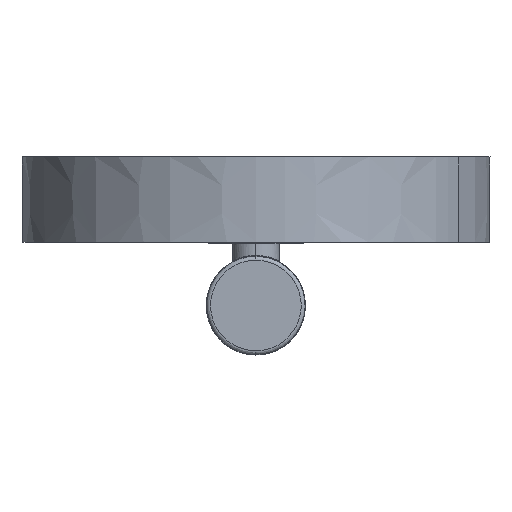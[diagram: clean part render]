
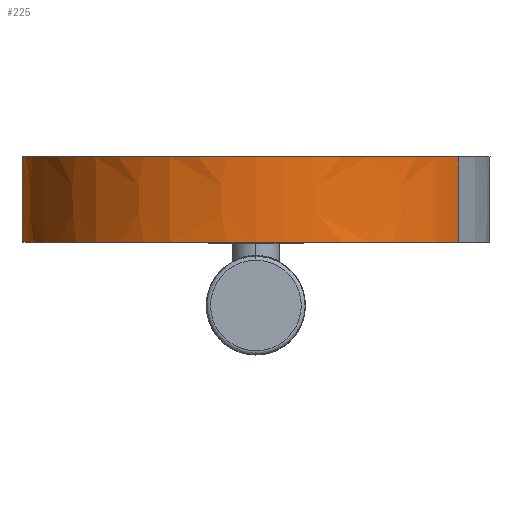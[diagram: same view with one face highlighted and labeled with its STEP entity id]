
A CAD part, left-side view. The second image highlights one B-rep face of the part: STEP entity #225.
In plain terms, the highlighted free-form (B-spline) face has degree [3, 3] with [4, 12] control points.
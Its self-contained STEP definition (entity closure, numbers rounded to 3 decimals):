
#32=B_SPLINE_SURFACE_WITH_KNOTS($,3,3,((#5740,#5741,#5742,#5743,#5744,#5745,
#5746,#5747,#5748,#5749,#5750,#5751),(#5752,#5753,#5754,#5755,#5756,#5757,
#5758,#5759,#5760,#5761,#5762,#5763),(#5764,#5765,#5766,#5767,#5768,#5769,
#5770,#5771,#5772,#5773,#5774,#5775),(#5776,#5777,#5778,#5779,#5780,#5781,
#5782,#5783,#5784,#5785,#5786,#5787)),.UNSPECIFIED.,.F.,.F.,.F.,(4,4),(4,
1,1,1,1,1,1,1,1,4),(0.,43.002),(0.,22.226,44.453,
92.617,140.782,185.235,229.687,277.852,
326.017,370.469),.UNSPECIFIED.);
#225=ADVANCED_FACE($,(#335),#32,.T.);
#335=FACE_OUTER_BOUND($,#452,.T.);
#452=EDGE_LOOP($,(#1074,#1075,#1076,#1077));
#1074=ORIENTED_EDGE($,*,*,#1477,.T.);
#1075=ORIENTED_EDGE($,*,*,#1476,.F.);
#1076=ORIENTED_EDGE($,*,*,#1478,.T.);
#1077=ORIENTED_EDGE($,*,*,#1479,.T.);
#1476=EDGE_CURVE($,#1774,#1773,#2051,.T.);
#1477=EDGE_CURVE($,#1775,#1773,#2052,.T.);
#1478=EDGE_CURVE($,#1774,#1776,#2053,.T.);
#1479=EDGE_CURVE($,#1776,#1775,#2054,.T.);
#1773=VERTEX_POINT($,#5837);
#1774=VERTEX_POINT($,#5838);
#1775=VERTEX_POINT($,#5839);
#1776=VERTEX_POINT($,#5840);
#2051=B_SPLINE_CURVE_WITH_KNOTS($,3,(#5695,#5696,#5697,#5698,#5699,#5700,
#5701,#5702,#5703,#5704,#5705,#5706),.UNSPECIFIED.,.F.,.F.,(4,1,1,1,1,1,
1,1,1,4),(-370.469,-326.017,-277.852,-229.687,
-185.235,-140.782,-92.617,-44.453,-22.226,
0.),.UNSPECIFIED.);
#2052=B_SPLINE_CURVE_WITH_KNOTS($,3,(#5707,#5708,#5709,#5710),.UNSPECIFIED.,
.F.,.F.,(4,4),(0.,43.002),.UNSPECIFIED.);
#2053=B_SPLINE_CURVE_WITH_KNOTS($,3,(#5711,#5712,#5713,#5714),.UNSPECIFIED.,
.F.,.F.,(4,4),(-43.002,0.),.UNSPECIFIED.);
#2054=B_SPLINE_CURVE_WITH_KNOTS($,3,(#5715,#5716,#5717,#5718,#5719,#5720,
#5721,#5722,#5723,#5724,#5725,#5726),.UNSPECIFIED.,.F.,.F.,(4,1,1,1,1,1,
1,1,1,4),(-370.469,-326.017,-277.852,-229.687,
-185.235,-140.782,-92.617,-44.453,-22.226,
0.),.UNSPECIFIED.);
#5695=CARTESIAN_POINT($,(-1519.853,102.478,80.75));
#5696=CARTESIAN_POINT($,(-1532.725,109.91,80.75));
#5697=CARTESIAN_POINT($,(-1562.497,120.281,80.75));
#5698=CARTESIAN_POINT($,(-1610.485,117.519,80.75));
#5699=CARTESIAN_POINT($,(-1653.425,95.916,80.75));
#5700=CARTESIAN_POINT($,(-1683.907,60.594,80.75));
#5701=CARTESIAN_POINT($,(-1699.257,16.533,80.75));
#5702=CARTESIAN_POINT($,(-1696.492,-31.456,80.75));
#5703=CARTESIAN_POINT($,(-1678.307,-67.615,80.75));
#5704=CARTESIAN_POINT($,(-1656.757,-90.056,80.75));
#5705=CARTESIAN_POINT($,(-1644.589,-98.708,80.75));
#5706=CARTESIAN_POINT($,(-1638.153,-102.424,80.75));
#5707=CARTESIAN_POINT($,(-1637.965,-102.099,37.75));
#5708=CARTESIAN_POINT($,(-1638.027,-102.207,52.083));
#5709=CARTESIAN_POINT($,(-1638.09,-102.315,66.417));
#5710=CARTESIAN_POINT($,(-1638.153,-102.424,80.75));
#5711=CARTESIAN_POINT($,(-1519.853,102.478,80.75));
#5712=CARTESIAN_POINT($,(-1519.915,102.369,66.417));
#5713=CARTESIAN_POINT($,(-1519.978,102.261,52.083));
#5714=CARTESIAN_POINT($,(-1520.04,102.153,37.75));
#5715=CARTESIAN_POINT($,(-1520.04,102.153,37.75));
#5716=CARTESIAN_POINT($,(-1532.872,109.561,37.75));
#5717=CARTESIAN_POINT($,(-1562.549,119.9,37.75));
#5718=CARTESIAN_POINT($,(-1610.385,117.146,37.75));
#5719=CARTESIAN_POINT($,(-1653.189,95.612,37.75));
#5720=CARTESIAN_POINT($,(-1683.574,60.402,37.75));
#5721=CARTESIAN_POINT($,(-1698.876,16.481,37.75));
#5722=CARTESIAN_POINT($,(-1696.12,-31.356,37.75));
#5723=CARTESIAN_POINT($,(-1677.992,-67.401,37.75));
#5724=CARTESIAN_POINT($,(-1656.511,-89.771,37.75));
#5725=CARTESIAN_POINT($,(-1644.381,-98.395,37.75));
#5726=CARTESIAN_POINT($,(-1637.965,-102.099,37.75));
#5740=CARTESIAN_POINT($,(-1637.965,-102.099,37.75));
#5741=CARTESIAN_POINT($,(-1644.381,-98.395,37.75));
#5742=CARTESIAN_POINT($,(-1656.511,-89.771,37.75));
#5743=CARTESIAN_POINT($,(-1677.992,-67.401,37.75));
#5744=CARTESIAN_POINT($,(-1696.12,-31.356,37.75));
#5745=CARTESIAN_POINT($,(-1698.876,16.481,37.75));
#5746=CARTESIAN_POINT($,(-1683.574,60.402,37.75));
#5747=CARTESIAN_POINT($,(-1653.189,95.612,37.75));
#5748=CARTESIAN_POINT($,(-1610.385,117.146,37.75));
#5749=CARTESIAN_POINT($,(-1562.549,119.9,37.75));
#5750=CARTESIAN_POINT($,(-1532.872,109.561,37.75));
#5751=CARTESIAN_POINT($,(-1520.04,102.153,37.75));
#5752=CARTESIAN_POINT($,(-1638.027,-102.207,52.083));
#5753=CARTESIAN_POINT($,(-1644.45,-98.499,52.083));
#5754=CARTESIAN_POINT($,(-1656.593,-89.866,52.083));
#5755=CARTESIAN_POINT($,(-1678.097,-67.472,52.083));
#5756=CARTESIAN_POINT($,(-1696.244,-31.389,52.083));
#5757=CARTESIAN_POINT($,(-1699.003,16.498,52.083));
#5758=CARTESIAN_POINT($,(-1683.685,60.466,52.083));
#5759=CARTESIAN_POINT($,(-1653.268,95.714,52.083));
#5760=CARTESIAN_POINT($,(-1610.418,117.27,52.083));
#5761=CARTESIAN_POINT($,(-1562.532,120.027,52.083));
#5762=CARTESIAN_POINT($,(-1532.823,109.677,52.083));
#5763=CARTESIAN_POINT($,(-1519.978,102.261,52.083));
#5764=CARTESIAN_POINT($,(-1638.09,-102.315,66.417));
#5765=CARTESIAN_POINT($,(-1644.52,-98.603,66.417));
#5766=CARTESIAN_POINT($,(-1656.675,-89.961,66.417));
#5767=CARTESIAN_POINT($,(-1678.202,-67.544,66.417));
#5768=CARTESIAN_POINT($,(-1696.368,-31.422,66.417));
#5769=CARTESIAN_POINT($,(-1699.13,16.515,66.417));
#5770=CARTESIAN_POINT($,(-1683.796,60.53,66.417));
#5771=CARTESIAN_POINT($,(-1653.347,95.815,66.417));
#5772=CARTESIAN_POINT($,(-1610.451,117.394,66.417));
#5773=CARTESIAN_POINT($,(-1562.514,120.154,66.417));
#5774=CARTESIAN_POINT($,(-1532.774,109.793,66.417));
#5775=CARTESIAN_POINT($,(-1519.915,102.369,66.417));
#5776=CARTESIAN_POINT($,(-1638.153,-102.424,80.75));
#5777=CARTESIAN_POINT($,(-1644.589,-98.708,80.75));
#5778=CARTESIAN_POINT($,(-1656.757,-90.056,80.75));
#5779=CARTESIAN_POINT($,(-1678.307,-67.615,80.75));
#5780=CARTESIAN_POINT($,(-1696.492,-31.456,80.75));
#5781=CARTESIAN_POINT($,(-1699.257,16.533,80.75));
#5782=CARTESIAN_POINT($,(-1683.907,60.594,80.75));
#5783=CARTESIAN_POINT($,(-1653.425,95.916,80.75));
#5784=CARTESIAN_POINT($,(-1610.485,117.519,80.75));
#5785=CARTESIAN_POINT($,(-1562.497,120.281,80.75));
#5786=CARTESIAN_POINT($,(-1532.725,109.91,80.75));
#5787=CARTESIAN_POINT($,(-1519.853,102.478,80.75));
#5837=CARTESIAN_POINT($,(-1638.153,-102.424,80.75));
#5838=CARTESIAN_POINT($,(-1519.853,102.478,80.75));
#5839=CARTESIAN_POINT($,(-1637.965,-102.099,37.75));
#5840=CARTESIAN_POINT($,(-1520.04,102.153,37.75));
